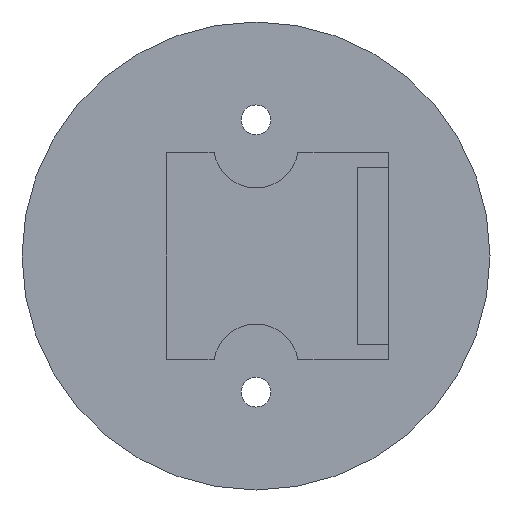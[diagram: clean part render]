
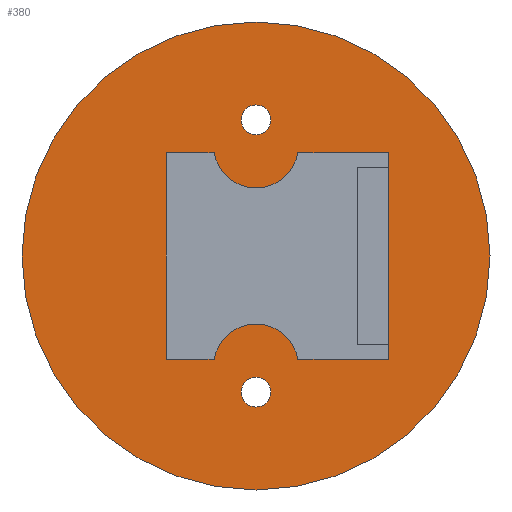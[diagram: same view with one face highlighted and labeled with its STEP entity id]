
A CAD part, front view. The second image highlights one B-rep face of the part: STEP entity #380.
In plain terms, the highlighted planar face has unit normal (0, -1, 0).
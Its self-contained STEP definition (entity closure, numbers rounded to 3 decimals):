
#29=FACE_BOUND('',#82,.T.);
#30=FACE_BOUND('',#83,.T.);
#31=FACE_BOUND('',#84,.T.);
#36=CIRCLE('',#422,1.75);
#38=CIRCLE('',#425,1.75);
#42=CIRCLE('',#432,27.5);
#43=CIRCLE('',#433,5.);
#44=CIRCLE('',#434,5.);
#57=FACE_OUTER_BOUND('',#81,.T.);
#81=EDGE_LOOP('',(#300));
#82=EDGE_LOOP('',(#301,#302,#303,#304,#305,#306,#307,#308));
#83=EDGE_LOOP('',(#309));
#84=EDGE_LOOP('',(#310));
#104=LINE('',#572,#141);
#118=LINE('',#613,#155);
#119=LINE('',#620,#156);
#122=LINE('',#628,#159);
#123=LINE('',#631,#160);
#124=LINE('',#634,#161);
#141=VECTOR('',#459,10.);
#155=VECTOR('',#499,10.);
#156=VECTOR('',#506,10.);
#159=VECTOR('',#513,10.);
#160=VECTOR('',#516,10.);
#161=VECTOR('',#519,10.);
#171=VERTEX_POINT('',#557);
#178=VERTEX_POINT('',#570);
#185=VERTEX_POINT('',#594);
#187=VERTEX_POINT('',#600);
#190=VERTEX_POINT('',#607);
#192=VERTEX_POINT('',#611);
#195=VERTEX_POINT('',#619);
#197=VERTEX_POINT('',#625);
#198=VERTEX_POINT('',#627);
#199=VERTEX_POINT('',#630);
#200=VERTEX_POINT('',#632);
#212=EDGE_CURVE('',#171,#178,#104,.T.);
#223=EDGE_CURVE('',#185,#185,#36,.T.);
#226=EDGE_CURVE('',#187,#187,#38,.T.);
#232=EDGE_CURVE('',#192,#190,#118,.T.);
#235=EDGE_CURVE('',#195,#190,#119,.T.);
#238=EDGE_CURVE('',#197,#197,#42,.T.);
#239=EDGE_CURVE('',#178,#198,#122,.T.);
#240=EDGE_CURVE('',#198,#195,#43,.T.);
#241=EDGE_CURVE('',#192,#199,#123,.T.);
#242=EDGE_CURVE('',#199,#200,#44,.T.);
#243=EDGE_CURVE('',#200,#171,#124,.T.);
#300=ORIENTED_EDGE('',*,*,#238,.F.);
#301=ORIENTED_EDGE('',*,*,#239,.T.);
#302=ORIENTED_EDGE('',*,*,#240,.T.);
#303=ORIENTED_EDGE('',*,*,#235,.T.);
#304=ORIENTED_EDGE('',*,*,#232,.F.);
#305=ORIENTED_EDGE('',*,*,#241,.T.);
#306=ORIENTED_EDGE('',*,*,#242,.T.);
#307=ORIENTED_EDGE('',*,*,#243,.T.);
#308=ORIENTED_EDGE('',*,*,#212,.T.);
#309=ORIENTED_EDGE('',*,*,#223,.T.);
#310=ORIENTED_EDGE('',*,*,#226,.T.);
#365=PLANE('',#431);
#380=ADVANCED_FACE('',(#57,#29,#30,#31),#365,.F.);
#422=AXIS2_PLACEMENT_3D('',#595,#482,#483);
#425=AXIS2_PLACEMENT_3D('',#601,#489,#490);
#431=AXIS2_PLACEMENT_3D('',#624,#509,#510);
#432=AXIS2_PLACEMENT_3D('',#626,#511,#512);
#433=AXIS2_PLACEMENT_3D('',#629,#514,#515);
#434=AXIS2_PLACEMENT_3D('',#633,#517,#518);
#459=DIRECTION('',(0.,0.,-1.));
#482=DIRECTION('center_axis',(0.,1.,0.));
#483=DIRECTION('ref_axis',(1.,0.,0.));
#489=DIRECTION('center_axis',(0.,1.,0.));
#490=DIRECTION('ref_axis',(1.,0.,0.));
#499=DIRECTION('',(0.,0.,-1.));
#506=DIRECTION('',(-1.,0.,0.));
#509=DIRECTION('center_axis',(0.,1.,0.));
#510=DIRECTION('ref_axis',(0.,0.,1.));
#511=DIRECTION('center_axis',(0.,1.,0.));
#512=DIRECTION('ref_axis',(1.,0.,0.));
#513=DIRECTION('',(-1.,0.,0.));
#514=DIRECTION('center_axis',(0.,-1.,0.));
#515=DIRECTION('ref_axis',(1.,0.,0.));
#516=DIRECTION('',(1.,0.,0.));
#517=DIRECTION('center_axis',(0.,-1.,0.));
#518=DIRECTION('ref_axis',(1.,0.,0.));
#519=DIRECTION('',(1.,0.,0.));
#557=CARTESIAN_POINT('',(16.43,18.,12.15));
#570=CARTESIAN_POINT('',(16.43,18.,-12.15));
#572=CARTESIAN_POINT('',(16.43,18.,0.));
#594=CARTESIAN_POINT('',(-0.875,18.,16.));
#595=CARTESIAN_POINT('Origin',(0.875,18.,16.));
#600=CARTESIAN_POINT('',(-0.875,18.,-16.));
#601=CARTESIAN_POINT('Origin',(0.875,18.,-16.));
#607=CARTESIAN_POINT('',(-9.65,18.,-12.15));
#611=CARTESIAN_POINT('',(-9.65,18.,12.15));
#613=CARTESIAN_POINT('',(-9.65,18.,12.15));
#619=CARTESIAN_POINT('',(-4.052,18.,-12.15));
#620=CARTESIAN_POINT('',(-7.375,18.,-12.15));
#624=CARTESIAN_POINT('Origin',(0.875,18.,0.));
#625=CARTESIAN_POINT('',(-26.625,18.,0.));
#626=CARTESIAN_POINT('Origin',(0.875,18.,0.));
#627=CARTESIAN_POINT('',(5.802,18.,-12.15));
#628=CARTESIAN_POINT('',(1.696,18.,-12.15));
#629=CARTESIAN_POINT('Origin',(0.875,18.,-13.));
#630=CARTESIAN_POINT('',(-4.052,18.,12.15));
#631=CARTESIAN_POINT('',(-1.696,18.,12.15));
#632=CARTESIAN_POINT('',(5.802,18.,12.15));
#633=CARTESIAN_POINT('Origin',(0.875,18.,13.));
#634=CARTESIAN_POINT('',(7.813,18.,12.15));
